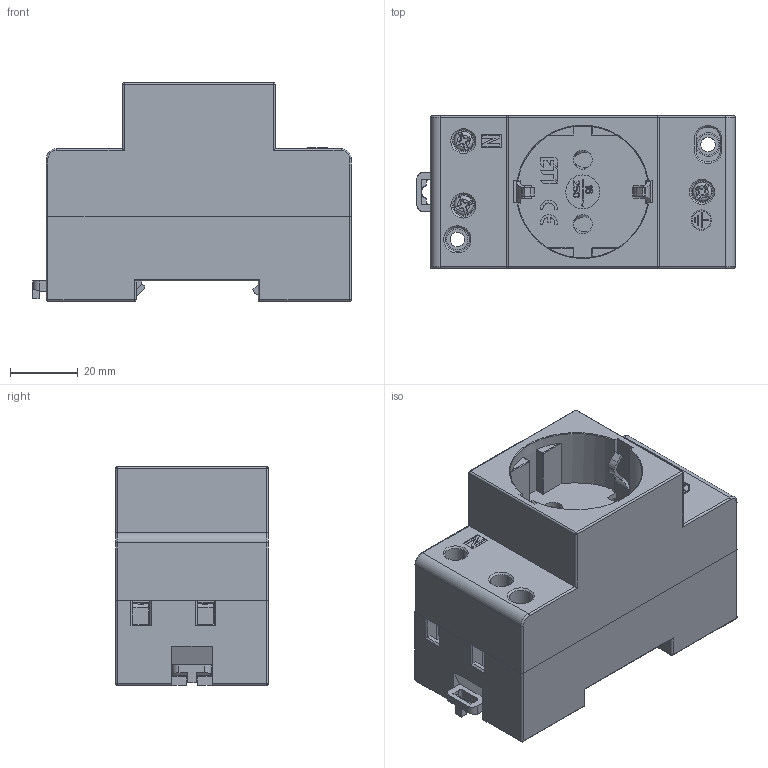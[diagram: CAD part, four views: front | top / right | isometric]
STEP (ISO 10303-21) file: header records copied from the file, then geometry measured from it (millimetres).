
FILE_DESCRIPTION((''),'2;1');
FILE_NAME('T-2P_Z_SCHUKO_P_ASM','2022-06-10T12:49:58',('klemen.sitar'),('Audax d.o.o.'),'CREO PARAMETRIC BY PTC INC, 2021304','CREO PARAMETRIC BY PTC INC, 2021304','');
FILE_SCHEMA(('AP242_MANAGED_MODEL_BASED_3D_ENGINEERING_MIM_LF { 1 0 10303 442 1 1 4 }'));
Products named in the file (10): CQP24_V2_000; CQP23_CQP24_V2_00001; 0001; 0002; _V20001; _CQP240001; 0003; __CQP240001; ___P240001; T-2P_Z_SCHUKO_P_ASM
Assembly tree (15 placements, depth 2):
  T-2P_Z_SCHUKO_P_ASM
    CQP24_V2_000
    CQP23_CQP24_V2_00001
    0001  x3
    0002  x3
    _V20001  x2
    _CQP240001  x2
    0003
    __CQP240001
    ___P240001
Bounding box: 93.98 x 45 x 64.5 mm (x, y, z)
Volume: 64046 mm3; surface area: 83659.6 mm2
Topology: 15 solids, 15 shells, 2360 faces, 6635 edges, 4330 vertices
Faces by surface type: plane 1395, cylinder 774, cone 70, bspline 60, sphere 27, torus 26, extrusion 8
Entity records: 95648 total; most frequent: CARTESIAN_POINT 20326, ORIENTED_EDGE 10032, DIRECTION 9180, PRESENTATION_STYLE_ASSIGNMENT 6844, STYLED_ITEM 6844, CURVE_STYLE 5034, EDGE_CURVE 5016, VECTOR 3692
